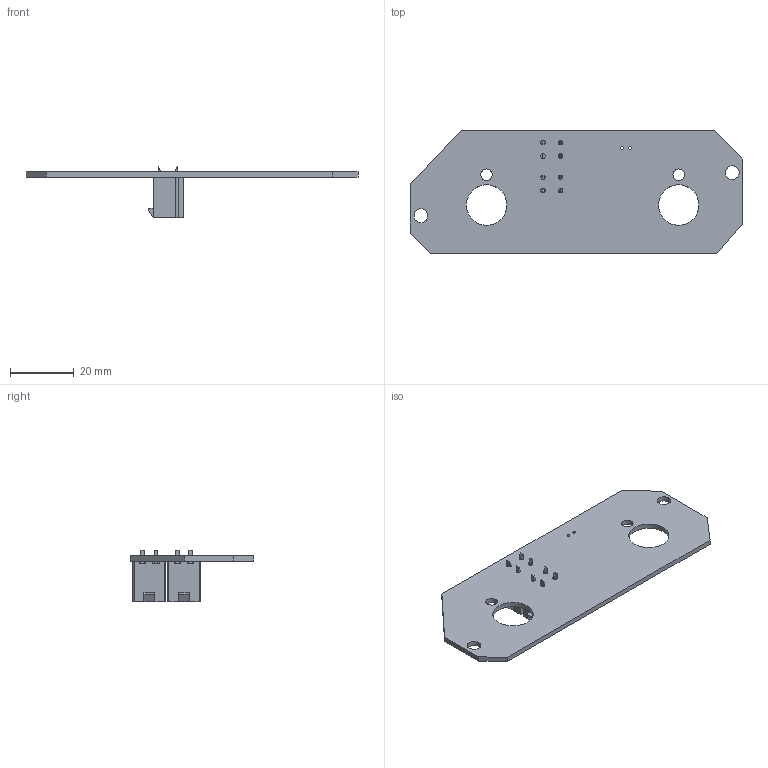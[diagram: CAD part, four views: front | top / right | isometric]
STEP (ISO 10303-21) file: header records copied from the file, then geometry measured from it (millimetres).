
FILE_DESCRIPTION(('KiCad electronic assembly'),'2;1');
FILE_NAME('HYD ISO PANEL.step','2023-01-09T13:01:32',('Pcbnew'),('Kicad' ),'Open CASCADE STEP processor 7.6','KiCad to STEP converter', 'Unknown');
FILE_SCHEMA(('AUTOMOTIVE_DESIGN { 1 0 10303 214 1 1 1 1 }'));
Length unit declared in the file: millimetre
Products named in the file (4): HYD ISO PANEL 1; Molex_Mini-Fit_Jr_5566-04A_2x02_P4.20mm_Vertical; SOLID; HYD ISO PANEL PCB
Assembly tree (4 placements, depth 3):
  HYD ISO PANEL 1
    Molex_Mini-Fit_Jr_5566-04A_2x02_P4.20mm_Vertical  x2
      SOLID
    HYD ISO PANEL PCB
Bounding box: 104.26 x 38.9 x 16.3 mm (x, y, z)
Volume: 7078.2 mm3; surface area: 10458 mm2
Topology: 3 solids, 3 shells, 284 faces, 758 edges, 504 vertices
Faces by surface type: plane 266, cylinder 18
Full cylindrical faces by diameter (mm): 0.9 x2, 1.4 x8, 3.572 x2, 4.3 x2, 12.7 x2
Entity records: 10318 total; most frequent: CARTESIAN_POINT 1687, DIRECTION 1598, LINE 1177, VECTOR 1177, ORIENTED_EDGE 830, PCURVE 830, DEFINITIONAL_REPRESENTATION 830, EDGE_CURVE 415
